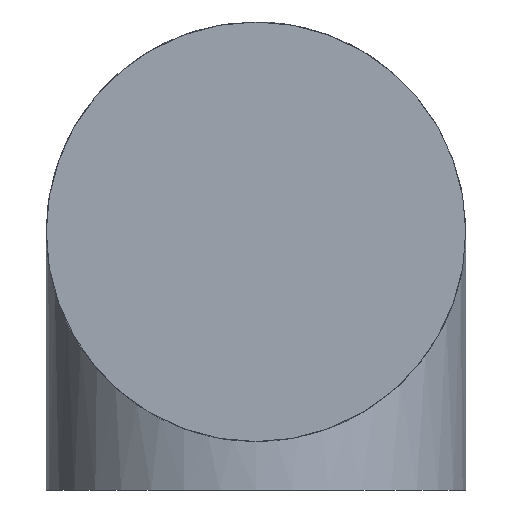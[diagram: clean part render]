
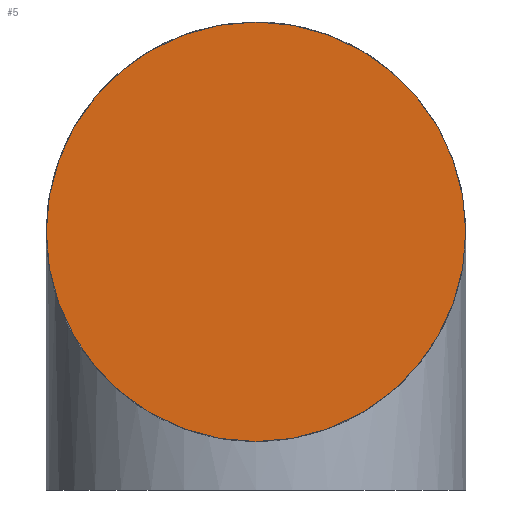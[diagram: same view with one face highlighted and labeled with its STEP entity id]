
A CAD part, front view. The second image highlights one B-rep face of the part: STEP entity #5.
In plain terms, the highlighted planar face has unit normal (0, -1, 0).
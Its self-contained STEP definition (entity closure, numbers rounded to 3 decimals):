
#5 = ADVANCED_FACE ( 'NONE', ( #184 ), #267, .F. ) ;
#25 = AXIS2_PLACEMENT_3D ( 'NONE', #66, #242, #401 ) ;
#53 = DIRECTION ( 'NONE',  ( 0., 0., 1. ) ) ;
#66 = CARTESIAN_POINT ( 'NONE',  ( 0., -55., 0. ) ) ;
#67 = EDGE_LOOP ( 'NONE', ( #475, #218 ) ) ;
#75 = VERTEX_POINT ( 'NONE', #147 ) ;
#125 = CIRCLE ( 'NONE', #25, 32.5 ) ;
#136 = DIRECTION ( 'NONE',  ( 0., 1., 0. ) ) ;
#147 = CARTESIAN_POINT ( 'NONE',  ( 0., -55., 32.5 ) ) ;
#184 = FACE_OUTER_BOUND ( 'NONE', #67, .T. ) ;
#191 = AXIS2_PLACEMENT_3D ( 'NONE', #314, #459, #53 ) ;
#218 = ORIENTED_EDGE ( 'NONE', *, *, #447, .F. ) ;
#242 = DIRECTION ( 'NONE',  ( 0., 1., 0. ) ) ;
#267 = PLANE ( 'NONE',  #484 ) ;
#314 = CARTESIAN_POINT ( 'NONE',  ( 0., -55., 0. ) ) ;
#320 = EDGE_CURVE ( 'NONE', #75, #522, #125, .T. ) ;
#352 = DIRECTION ( 'NONE',  ( 0., 0., 1. ) ) ;
#401 = DIRECTION ( 'NONE',  ( 0., 0., 1. ) ) ;
#413 = CARTESIAN_POINT ( 'NONE',  ( 0., -55., -32.5 ) ) ;
#420 = CIRCLE ( 'NONE', #191, 32.5 ) ;
#423 = CARTESIAN_POINT ( 'NONE',  ( 0., -55., 0. ) ) ;
#447 = EDGE_CURVE ( 'NONE', #522, #75, #420, .T. ) ;
#459 = DIRECTION ( 'NONE',  ( 0., 1., 0. ) ) ;
#475 = ORIENTED_EDGE ( 'NONE', *, *, #320, .F. ) ;
#484 = AXIS2_PLACEMENT_3D ( 'NONE', #423, #136, #352 ) ;
#522 = VERTEX_POINT ( 'NONE', #413 ) ;
